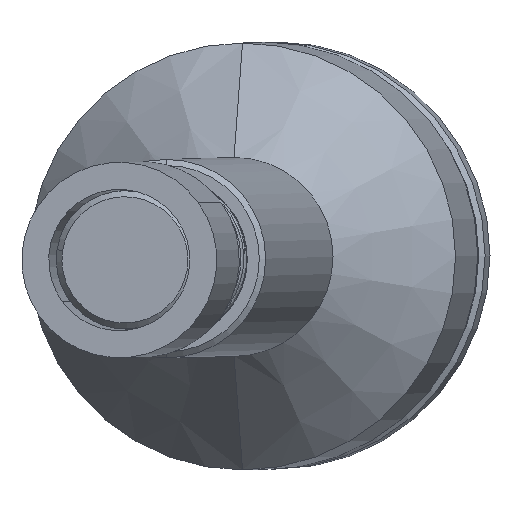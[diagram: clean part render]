
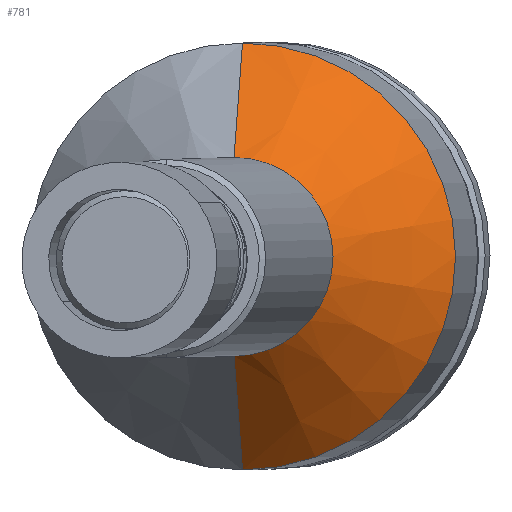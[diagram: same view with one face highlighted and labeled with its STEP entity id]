
A CAD part, left-side view. The second image highlights one B-rep face of the part: STEP entity #781.
In plain terms, the highlighted conical face has half-angle 40.179 degrees and reference radius 7.1 mm.
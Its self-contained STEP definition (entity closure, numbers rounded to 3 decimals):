
#99 = LINE ( 'NONE', #1393, #2502 ) ;
#151 = DIRECTION ( 'NONE',  ( -1., 0., 0. ) ) ;
#202 = EDGE_LOOP ( 'NONE', ( #796, #3316, #1243, #3947 ) ) ;
#215 = VERTEX_POINT ( 'NONE', #2260 ) ;
#271 = DIRECTION ( 'NONE',  ( 0.764, 0., 0.645 ) ) ;
#295 = DIRECTION ( 'NONE',  ( 0., 0., 1. ) ) ;
#337 = CARTESIAN_POINT ( 'NONE',  ( 40.5, 0., 0. ) ) ;
#771 = CIRCLE ( 'NONE', #2055, 7.1 ) ;
#781 = ADVANCED_FACE ( 'NONE', ( #1690 ), #2350, .T. ) ;
#796 = ORIENTED_EDGE ( 'NONE', *, *, #2173, .F. ) ;
#877 = VECTOR ( 'NONE', #271, 1000. ) ;
#953 = CARTESIAN_POINT ( 'NONE',  ( 40.5, 0., 7.1 ) ) ;
#1243 = ORIENTED_EDGE ( 'NONE', *, *, #1741, .T. ) ;
#1393 = CARTESIAN_POINT ( 'NONE',  ( 40.5, 0., -7.1 ) ) ;
#1417 = EDGE_CURVE ( 'NONE', #2825, #215, #3787, .T. ) ;
#1524 = CARTESIAN_POINT ( 'NONE',  ( 36., 0., -3.3 ) ) ;
#1690 = FACE_OUTER_BOUND ( 'NONE', #202, .T. ) ;
#1712 = DIRECTION ( 'NONE',  ( 1., 0., 0. ) ) ;
#1741 = EDGE_CURVE ( 'NONE', #2825, #3675, #99, .T. ) ;
#2055 = AXIS2_PLACEMENT_3D ( 'NONE', #3572, #151, #3184 ) ;
#2146 = AXIS2_PLACEMENT_3D ( 'NONE', #3690, #4029, #295 ) ;
#2173 = EDGE_CURVE ( 'NONE', #215, #4190, #4008, .T. ) ;
#2260 = CARTESIAN_POINT ( 'NONE',  ( 36., 0., 3.3 ) ) ;
#2350 = CONICAL_SURFACE ( 'NONE', #4145, 7.1, 0.701 ) ;
#2502 = VECTOR ( 'NONE', #3815, 1000. ) ;
#2715 = EDGE_CURVE ( 'NONE', #3675, #4190, #771, .T. ) ;
#2825 = VERTEX_POINT ( 'NONE', #1524 ) ;
#3092 = CARTESIAN_POINT ( 'NONE',  ( 40.5, 0., 7.1 ) ) ;
#3184 = DIRECTION ( 'NONE',  ( 0., 0., 1. ) ) ;
#3316 = ORIENTED_EDGE ( 'NONE', *, *, #1417, .F. ) ;
#3572 = CARTESIAN_POINT ( 'NONE',  ( 40.5, 0., 0. ) ) ;
#3675 = VERTEX_POINT ( 'NONE', #4257 ) ;
#3690 = CARTESIAN_POINT ( 'NONE',  ( 36., 0., 0. ) ) ;
#3774 = DIRECTION ( 'NONE',  ( 0., 0., -1. ) ) ;
#3787 = CIRCLE ( 'NONE', #2146, 3.3 ) ;
#3815 = DIRECTION ( 'NONE',  ( 0.764, 0., -0.645 ) ) ;
#3947 = ORIENTED_EDGE ( 'NONE', *, *, #2715, .T. ) ;
#4008 = LINE ( 'NONE', #953, #877 ) ;
#4029 = DIRECTION ( 'NONE',  ( -1., 0., 0. ) ) ;
#4145 = AXIS2_PLACEMENT_3D ( 'NONE', #337, #1712, #3774 ) ;
#4190 = VERTEX_POINT ( 'NONE', #3092 ) ;
#4257 = CARTESIAN_POINT ( 'NONE',  ( 40.5, 0., -7.1 ) ) ;
